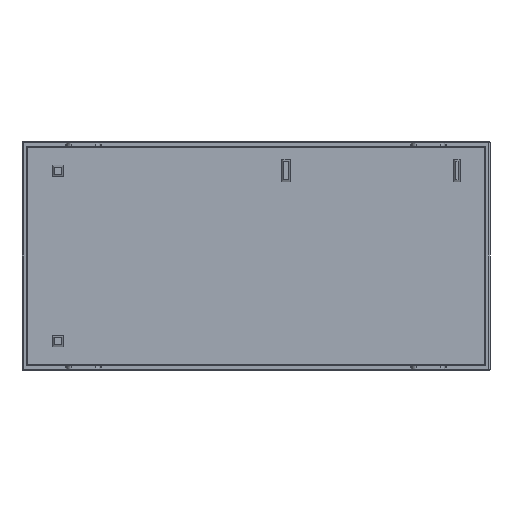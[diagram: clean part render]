
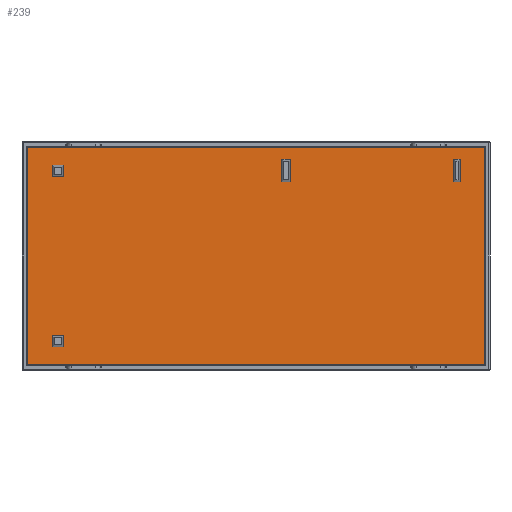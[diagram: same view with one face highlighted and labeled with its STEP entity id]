
A CAD part, front view. The second image highlights one B-rep face of the part: STEP entity #239.
In plain terms, the highlighted planar face has unit normal (0, -1, 0).
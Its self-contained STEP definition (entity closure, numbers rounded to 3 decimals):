
#50 = LINE ( 'NONE', #4586, #2920 ) ;
#102 = VERTEX_POINT ( 'NONE', #981 ) ;
#226 = VECTOR ( 'NONE', #620, 1000. ) ;
#239 = ADVANCED_FACE ( 'NONE', ( #3045 ), #3023, .F. ) ;
#462 = VECTOR ( 'NONE', #1072, 1000. ) ;
#568 = CARTESIAN_POINT ( 'NONE',  ( -10.2, 0.1, -4.85 ) ) ;
#581 = EDGE_CURVE ( 'NONE', #102, #4362, #2215, .T. ) ;
#620 = DIRECTION ( 'NONE',  ( 0., 0., -1. ) ) ;
#728 = CARTESIAN_POINT ( 'NONE',  ( -10.2, 0.1, -4.85 ) ) ;
#817 = ORIENTED_EDGE ( 'NONE', *, *, #1453, .T. ) ;
#942 = ORIENTED_EDGE ( 'NONE', *, *, #581, .T. ) ;
#981 = CARTESIAN_POINT ( 'NONE',  ( 10.2, 0.1, -4.85 ) ) ;
#1072 = DIRECTION ( 'NONE',  ( 1., 0., 0. ) ) ;
#1098 = CARTESIAN_POINT ( 'NONE',  ( 0., 0.1, 0. ) ) ;
#1123 = LINE ( 'NONE', #728, #462 ) ;
#1151 = VECTOR ( 'NONE', #2639, 1000. ) ;
#1300 = CARTESIAN_POINT ( 'NONE',  ( -10.2, 0.1, -4.85 ) ) ;
#1402 = AXIS2_PLACEMENT_3D ( 'NONE', #1098, #1877, #3795 ) ;
#1453 = EDGE_CURVE ( 'NONE', #2307, #4410, #2445, .T. ) ;
#1462 = DIRECTION ( 'NONE',  ( -1., 0., 0. ) ) ;
#1727 = EDGE_CURVE ( 'NONE', #4410, #102, #1123, .T. ) ;
#1877 = DIRECTION ( 'NONE',  ( 0., 1., 0. ) ) ;
#2215 = LINE ( 'NONE', #3367, #1151 ) ;
#2260 = CARTESIAN_POINT ( 'NONE',  ( -10.2, 0.1, 4.85 ) ) ;
#2307 = VERTEX_POINT ( 'NONE', #2260 ) ;
#2355 = CARTESIAN_POINT ( 'NONE',  ( 10.2, 0.1, 4.85 ) ) ;
#2445 = LINE ( 'NONE', #568, #226 ) ;
#2639 = DIRECTION ( 'NONE',  ( 0., 0., 1. ) ) ;
#2920 = VECTOR ( 'NONE', #1462, 1000. ) ;
#2994 = EDGE_CURVE ( 'NONE', #4362, #2307, #50, .T. ) ;
#3023 = PLANE ( 'NONE',  #1402 ) ;
#3045 = FACE_OUTER_BOUND ( 'NONE', #4311, .T. ) ;
#3348 = ORIENTED_EDGE ( 'NONE', *, *, #2994, .T. ) ;
#3367 = CARTESIAN_POINT ( 'NONE',  ( 10.2, 0.1, -4.85 ) ) ;
#3795 = DIRECTION ( 'NONE',  ( 0., 0., 1. ) ) ;
#4311 = EDGE_LOOP ( 'NONE', ( #942, #3348, #817, #4558 ) ) ;
#4362 = VERTEX_POINT ( 'NONE', #2355 ) ;
#4410 = VERTEX_POINT ( 'NONE', #1300 ) ;
#4558 = ORIENTED_EDGE ( 'NONE', *, *, #1727, .T. ) ;
#4586 = CARTESIAN_POINT ( 'NONE',  ( -10.2, 0.1, 4.85 ) ) ;
